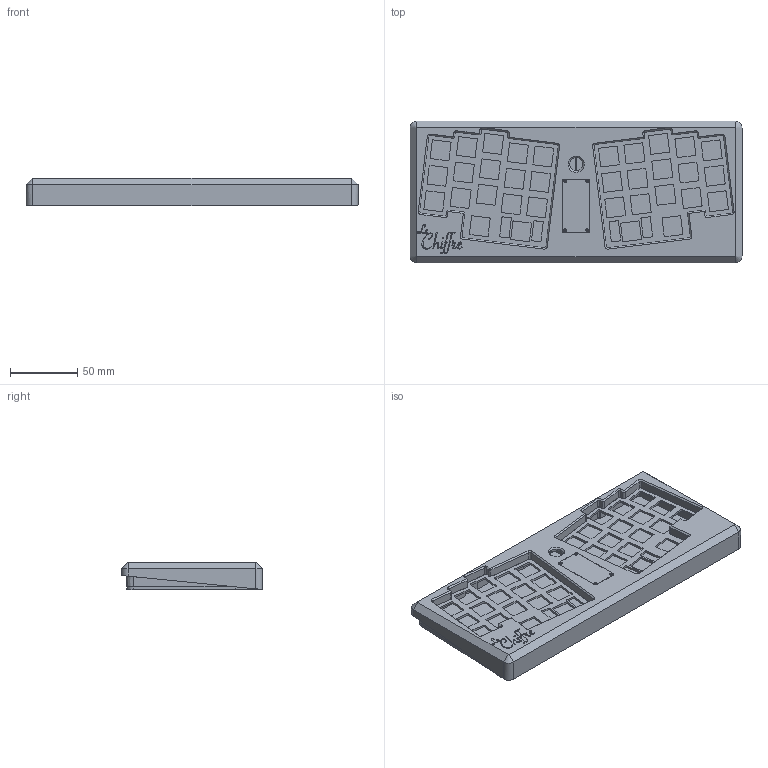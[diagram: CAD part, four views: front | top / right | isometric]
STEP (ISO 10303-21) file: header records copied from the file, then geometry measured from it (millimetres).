
FILE_DESCRIPTION(/* description */ (''),/* implementation_level */ '2;1');
FILE_NAME(/* name */ 'Le Chiffre v16.step',/* time_stamp */ '2020-05-03T18:19:38-05:00',/* author */ (''),/* organization */ (''),/* preprocessor_version */ 'ST-DEVELOPER v18.1',/* originating_system */ 'Autodesk Translation Framework v9.2.0.1227',/* authorisation */ '');
FILE_SCHEMA (('AUTOMOTIVE_DESIGN { 1 0 10303 214 3 1 1 }'));
Length unit declared in the file: millimetre
Products named in the file (1): Le Chiffre
Bounding box: 246.46 x 104.86 x 20.1 mm (x, y, z)
Volume: 221861.2 mm3; surface area: 109730.3 mm2
Topology: 6 solids, 6 shells, 1027 faces, 2920 edges, 1928 vertices
Faces by surface type: plane 455, cylinder 297, bspline 230, cone 45
Full cylindrical faces by diameter (mm): 1.623 x12, 2.075 x16, 2.1 x12, 9.961 x1
Entity records: 36013 total; most frequent: CARTESIAN_POINT 9927, ORIENTED_EDGE 5836, DIRECTION 4746, EDGE_CURVE 2918, VERTEX_POINT 1928, LINE 1770, VECTOR 1770, AXIS2_PLACEMENT_3D 1488
